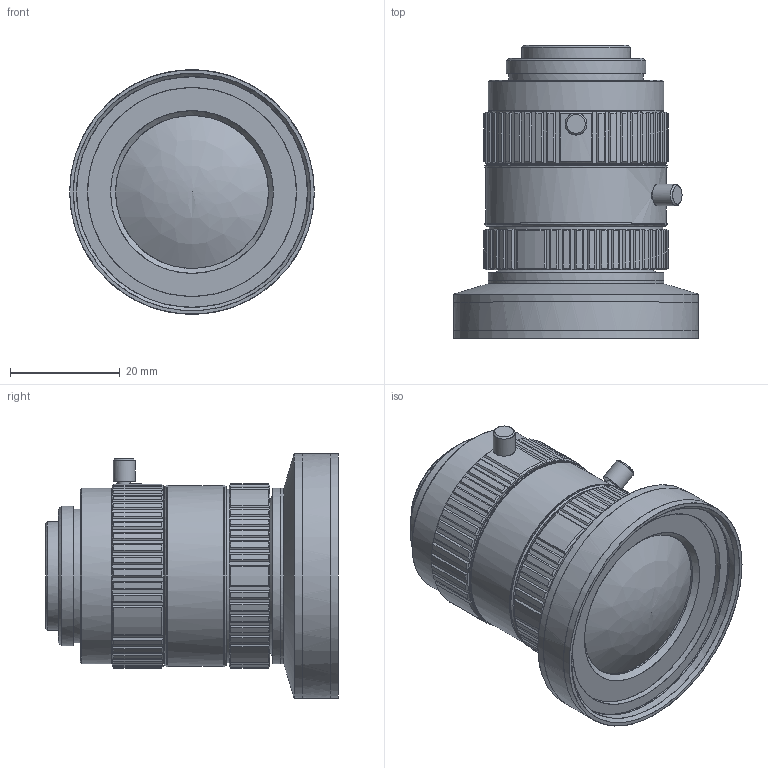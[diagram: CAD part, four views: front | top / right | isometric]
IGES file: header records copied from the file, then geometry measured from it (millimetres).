
Start section: C
Global section: file name: H0514-MP2_210423.igs; native system: By Siemens PLM Incorporated; preprocessor: XPlus GENERIC/IGES 19.0.9; author: Author; organization: Title; date: 20210423.094737; units: millimetre
Bounding box: 44.5 x 53.31 x 44.47 mm (x, y, z)
Surface area: 23593.7 mm2 (no closed solid volume)
Topology: 0 solids, 0 shells, 1078 faces, 5112 edges, 5106 vertices
Faces by surface type: bspline 1078
